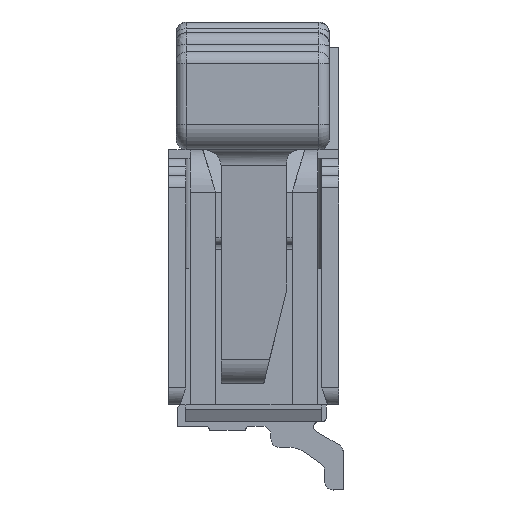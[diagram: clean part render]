
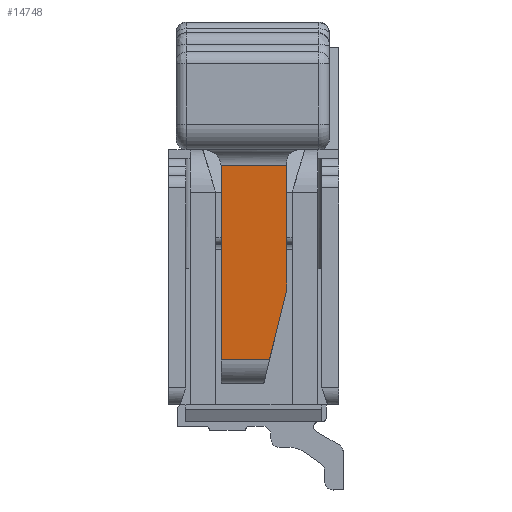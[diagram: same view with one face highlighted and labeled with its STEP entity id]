
A CAD part, left-side view. The second image highlights one B-rep face of the part: STEP entity #14748.
In plain terms, the highlighted face is planar.
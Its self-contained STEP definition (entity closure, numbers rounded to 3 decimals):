
#7 = CARTESIAN_POINT ( 'NONE',  ( -19.791, -1.69, -0.385 ) ) ;
#658 = ORIENTED_EDGE ( 'NONE', *, *, #18588, .T. ) ;
#1401 = LINE ( 'NONE', #9173, #20727 ) ;
#1904 = VERTEX_POINT ( 'NONE', #16467 ) ;
#2417 = DIRECTION ( 'NONE',  ( 0., 0., -1. ) ) ;
#2782 = CARTESIAN_POINT ( 'NONE',  ( -19.792, -1.685, 0.385 ) ) ;
#2849 = ORIENTED_EDGE ( 'NONE', *, *, #11178, .T. ) ;
#3507 = CARTESIAN_POINT ( 'NONE',  ( -19.685, -3.15, 0.385 ) ) ;
#4500 = LINE ( 'NONE', #12673, #9355 ) ;
#4649 = VERTEX_POINT ( 'NONE', #2782 ) ;
#5252 = VERTEX_POINT ( 'NONE', #5682 ) ;
#5662 = DIRECTION ( 'NONE',  ( 0., 0., -1. ) ) ;
#5663 = ORIENTED_EDGE ( 'NONE', *, *, #24798, .T. ) ;
#5682 = CARTESIAN_POINT ( 'NONE',  ( -19.79, -1.7, -0.385 ) ) ;
#8072 = CARTESIAN_POINT ( 'NONE',  ( -19.685, -3.15, 0.385 ) ) ;
#8851 = LINE ( 'NONE', #12611, #15490 ) ;
#8891 = VERTEX_POINT ( 'NONE', #3507 ) ;
#8991 = AXIS2_PLACEMENT_3D ( 'NONE', #9793, #16102, #5662 ) ;
#9173 = CARTESIAN_POINT ( 'NONE',  ( -19.685, -3.15, 0.385 ) ) ;
#9355 = VECTOR ( 'NONE', #20848, 1000. ) ;
#9793 = CARTESIAN_POINT ( 'NONE',  ( -19.708, -2.829, 0. ) ) ;
#9926 = CARTESIAN_POINT ( 'NONE',  ( -19.79, -1.7, -0.385 ) ) ;
#10174 = VERTEX_POINT ( 'NONE', #16358 ) ;
#11178 = EDGE_CURVE ( 'NONE', #19059, #10174, #4500, .T. ) ;
#11303 = VECTOR ( 'NONE', #13858, 1000. ) ;
#12611 = CARTESIAN_POINT ( 'NONE',  ( -19.792, -1.685, 0.385 ) ) ;
#12673 = CARTESIAN_POINT ( 'NONE',  ( -19.625, -3.972, -0.385 ) ) ;
#13858 = DIRECTION ( 'NONE',  ( 0.07, -0.969, -0.238 ) ) ;
#14277 = CARTESIAN_POINT ( 'NONE',  ( -19.79, -1.7, -0.385 ) ) ;
#14748 = ADVANCED_FACE ( 'NONE', ( #24270 ), #23885, .F. ) ;
#15490 = VECTOR ( 'NONE', #2417, 1000. ) ;
#16102 = DIRECTION ( 'NONE',  ( 0.997, 0.073, 0. ) ) ;
#16358 = CARTESIAN_POINT ( 'NONE',  ( -19.625, -3.972, 0.183 ) ) ;
#16467 = CARTESIAN_POINT ( 'NONE',  ( -19.792, -1.685, -0.386 ) ) ;
#16654 = VECTOR ( 'NONE', #22450, 1000. ) ;
#17984 = CARTESIAN_POINT ( 'NONE',  ( -19.792, -1.685, -0.386 ) ) ;
#18278 = LINE ( 'NONE', #8072, #11303 ) ;
#18588 = EDGE_CURVE ( 'NONE', #5252, #19059, #24194, .T. ) ;
#19059 = VERTEX_POINT ( 'NONE', #19253 ) ;
#19253 = CARTESIAN_POINT ( 'NONE',  ( -19.625, -3.972, -0.385 ) ) ;
#19547 = ORIENTED_EDGE ( 'NONE', *, *, #23380, .F. ) ;
#20727 = VECTOR ( 'NONE', #25915, 1000. ) ;
#20848 = DIRECTION ( 'NONE',  ( 0., 0., 1. ) ) ;
#22450 = DIRECTION ( 'NONE',  ( 0.073, -0.997, 0. ) ) ;
#22997 = B_SPLINE_CURVE_WITH_KNOTS ( 'NONE', 3,
 ( #17984, #7, #26144, #9926 ),
 .UNSPECIFIED., .F., .F.,
 ( 4, 4 ),
 ( 0., 1. ),
 .UNSPECIFIED. ) ;
#23283 = EDGE_CURVE ( 'NONE', #8891, #4649, #1401, .T. ) ;
#23380 = EDGE_CURVE ( 'NONE', #8891, #10174, #18278, .T. ) ;
#23885 = PLANE ( 'NONE',  #8991 ) ;
#24194 = LINE ( 'NONE', #14277, #16654 ) ;
#24270 = FACE_OUTER_BOUND ( 'NONE', #24802, .T. ) ;
#24798 = EDGE_CURVE ( 'NONE', #1904, #5252, #22997, .T. ) ;
#24802 = EDGE_LOOP ( 'NONE', ( #25689, #26221, #5663, #658, #2849, #19547 ) ) ;
#25689 = ORIENTED_EDGE ( 'NONE', *, *, #23283, .T. ) ;
#25915 = DIRECTION ( 'NONE',  ( -0.073, 0.997, 0. ) ) ;
#26144 = CARTESIAN_POINT ( 'NONE',  ( -19.791, -1.695, -0.385 ) ) ;
#26221 = ORIENTED_EDGE ( 'NONE', *, *, #26240, .T. ) ;
#26240 = EDGE_CURVE ( 'NONE', #4649, #1904, #8851, .T. ) ;
